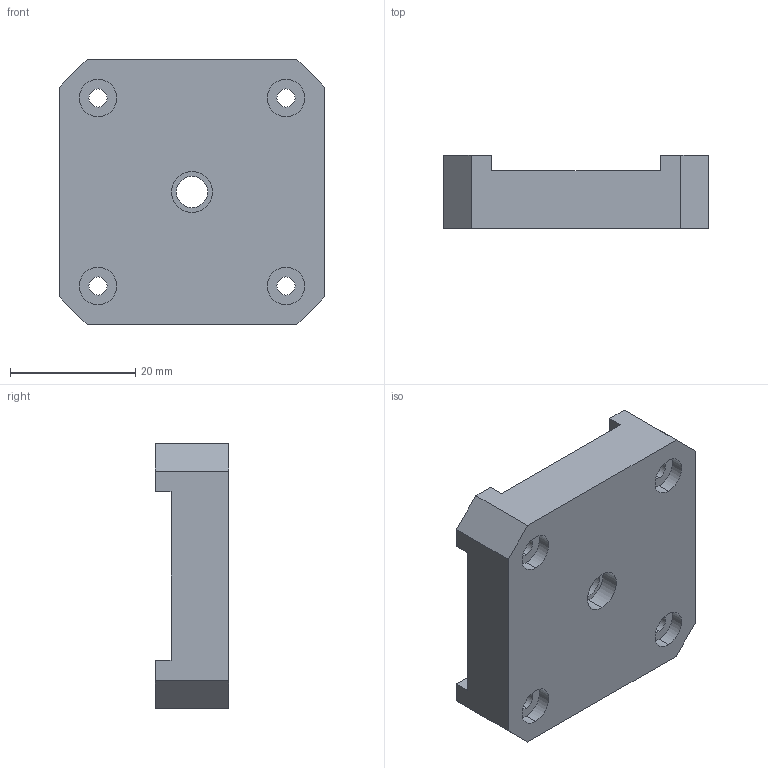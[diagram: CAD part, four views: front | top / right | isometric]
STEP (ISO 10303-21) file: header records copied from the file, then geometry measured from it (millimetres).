
FILE_DESCRIPTION((''),'2;1');
FILE_NAME('NEMA_17_STEPPER_MOTOR_BOTTOM','2023-02-15T17:17:44',('matteo.grassi'),(''),'CREO PARAMETRIC BY PTC INC, 2018020','CREO PARAMETRIC BY PTC INC, 2018020','');
FILE_SCHEMA(('AUTOMOTIVE_DESIGN { 1 0 10303 214 1 1 1 1 }'));
Length unit declared in the file: millimetre
Products named in the file (1): NEMA_17_STEPPER_MOTOR_BOTTOM
Bounding box: 42.3 x 11.7 x 42.3 mm (x, y, z)
Volume: 15889 mm3; surface area: 5819.9 mm2
Topology: 1 solids, 1 shells, 47 faces, 120 edges, 80 vertices
Faces by surface type: plane 27, cylinder 20
Entity records: 1983 total; most frequent: DIRECTION 256, CARTESIAN_POINT 250, ORIENTED_EDGE 240, PRESENTATION_STYLE_ASSIGNMENT 121, STYLED_ITEM 121, CURVE_STYLE 120, EDGE_CURVE 120, COLOUR_RGB 106
